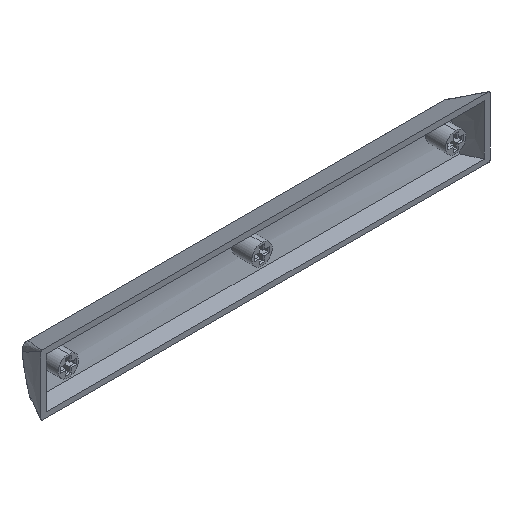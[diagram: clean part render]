
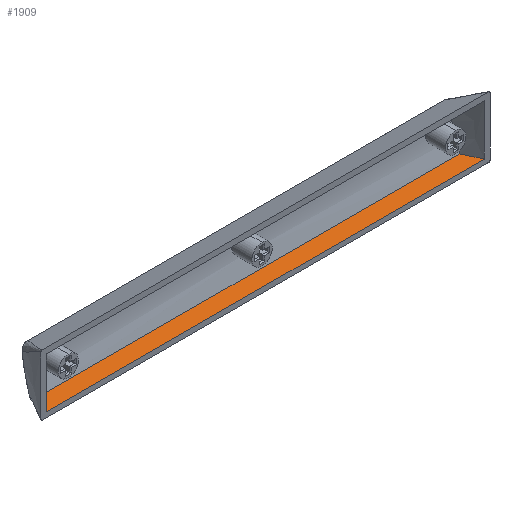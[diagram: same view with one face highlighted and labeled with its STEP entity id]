
A CAD part, isometric view. The second image highlights one B-rep face of the part: STEP entity #1909.
In plain terms, the highlighted planar face has unit normal (0, 0, 1).
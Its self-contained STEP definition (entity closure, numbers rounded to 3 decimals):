
#67 = PLANE ( 'NONE',  #591 ) ;
#261 = ORIENTED_EDGE ( 'NONE', *, *, #1324, .T. ) ;
#400 = DIRECTION ( 'NONE',  ( 1., 0., 0. ) ) ;
#405 = CARTESIAN_POINT ( 'NONE',  ( 128.462, 4.993, -16.5 ) ) ;
#418 = CARTESIAN_POINT ( 'NONE',  ( 0., 8.8, -16.5 ) ) ;
#568 = CARTESIAN_POINT ( 'NONE',  ( 129.247, 3.325, -16.5 ) ) ;
#591 = AXIS2_PLACEMENT_3D ( 'NONE', #418, #2690, #400 ) ;
#629 = B_SPLINE_CURVE_WITH_KNOTS ( 'NONE', 3,
 ( #1914, #3600, #568, #3263 ),
 .UNSPECIFIED., .F., .F.,
 ( 4, 4 ),
 ( 0., 0.006 ),
 .UNSPECIFIED. ) ;
#829 = ORIENTED_EDGE ( 'NONE', *, *, #1127, .F. ) ;
#920 = CARTESIAN_POINT ( 'NONE',  ( 1.664, 0., -16.5 ) ) ;
#1127 = EDGE_CURVE ( 'NONE', #2367, #2058, #1981, .T. ) ;
#1304 = CARTESIAN_POINT ( 'NONE',  ( 0., 0., -16.5 ) ) ;
#1324 = EDGE_CURVE ( 'NONE', #2367, #2599, #629, .T. ) ;
#1836 = DIRECTION ( 'NONE',  ( 1., 0., 0. ) ) ;
#1909 = ADVANCED_FACE ( 'NONE', ( #3388 ), #67, .T. ) ;
#1914 = CARTESIAN_POINT ( 'NONE',  ( 130.836, 0., -16.5 ) ) ;
#1981 = LINE ( 'NONE', #1304, #2359 ) ;
#2029 = ORIENTED_EDGE ( 'NONE', *, *, #4120, .F. ) ;
#2058 = VERTEX_POINT ( 'NONE', #2839 ) ;
#2157 = VERTEX_POINT ( 'NONE', #2638 ) ;
#2190 = EDGE_LOOP ( 'NONE', ( #261, #3789, #2029, #829 ) ) ;
#2338 = B_SPLINE_CURVE_WITH_KNOTS ( 'NONE', 3,
 ( #920, #2351, #3943, #3614 ),
 .UNSPECIFIED., .F., .F.,
 ( 4, 4 ),
 ( 0., 0.006 ),
 .UNSPECIFIED. ) ;
#2351 = CARTESIAN_POINT ( 'NONE',  ( 2.461, 1.662, -16.5 ) ) ;
#2359 = VECTOR ( 'NONE', #3333, 1000. ) ;
#2367 = VERTEX_POINT ( 'NONE', #3949 ) ;
#2513 = LINE ( 'NONE', #3208, #3572 ) ;
#2599 = VERTEX_POINT ( 'NONE', #405 ) ;
#2638 = CARTESIAN_POINT ( 'NONE',  ( 4.038, 4.993, -16.5 ) ) ;
#2690 = DIRECTION ( 'NONE',  ( 0., 0., 1. ) ) ;
#2839 = CARTESIAN_POINT ( 'NONE',  ( 1.664, 0., -16.5 ) ) ;
#3208 = CARTESIAN_POINT ( 'NONE',  ( 4.038, 4.993, -16.5 ) ) ;
#3263 = CARTESIAN_POINT ( 'NONE',  ( 128.462, 4.993, -16.5 ) ) ;
#3333 = DIRECTION ( 'NONE',  ( -1., 0., 0. ) ) ;
#3388 = FACE_OUTER_BOUND ( 'NONE', #2190, .T. ) ;
#3572 = VECTOR ( 'NONE', #1836, 1000. ) ;
#3600 = CARTESIAN_POINT ( 'NONE',  ( 130.039, 1.662, -16.5 ) ) ;
#3614 = CARTESIAN_POINT ( 'NONE',  ( 4.038, 4.993, -16.5 ) ) ;
#3789 = ORIENTED_EDGE ( 'NONE', *, *, #4018, .F. ) ;
#3943 = CARTESIAN_POINT ( 'NONE',  ( 3.253, 3.325, -16.5 ) ) ;
#3949 = CARTESIAN_POINT ( 'NONE',  ( 130.836, 0., -16.5 ) ) ;
#4018 = EDGE_CURVE ( 'NONE', #2157, #2599, #2513, .T. ) ;
#4120 = EDGE_CURVE ( 'NONE', #2058, #2157, #2338, .T. ) ;
